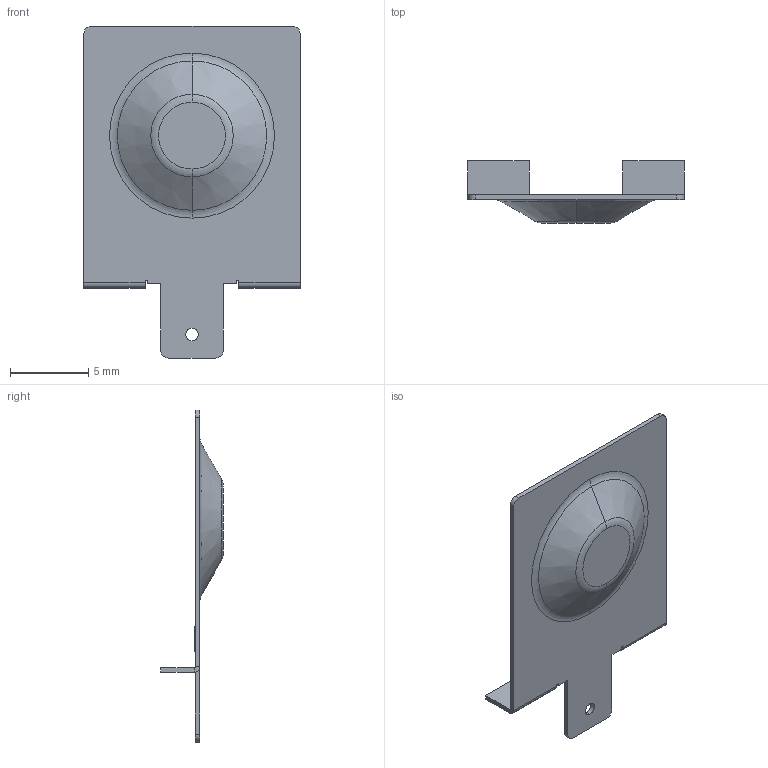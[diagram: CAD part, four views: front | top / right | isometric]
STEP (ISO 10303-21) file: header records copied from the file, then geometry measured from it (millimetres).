
FILE_DESCRIPTION (( 'STEP AP214' ), '1' );
FILE_NAME ('BAT-TH_MY-18650-04-J.STEP', '2024-01-12T08:00:53', ( 'PC' ), ( 'Microsoft' ), 'SwSTEP 2.0', 'SolidWorks 2020', '' );
FILE_SCHEMA (( 'AUTOMOTIVE_DESIGN' ));
Length unit declared in the file: millimetre
Products named in the file (1): BAT-TH_MY-18650-04-J
Bounding box: 13.8 x 4 x 21.2 mm (x, y, z)
Volume: 81.8 mm3; surface area: 570.4 mm2
Topology: 1 solids, 1 shells, 278 faces, 741 edges, 486 vertices
Faces by surface type: plane 158, bspline 98, cylinder 10, torus 8, cone 4
Entity records: 12185 total; most frequent: CARTESIAN_POINT 2812, ORIENTED_EDGE 1482, DIRECTION 947, EDGE_CURVE 741, VECTOR 497, LINE 497, VERTEX_POINT 486, EDGE_LOOP 301
